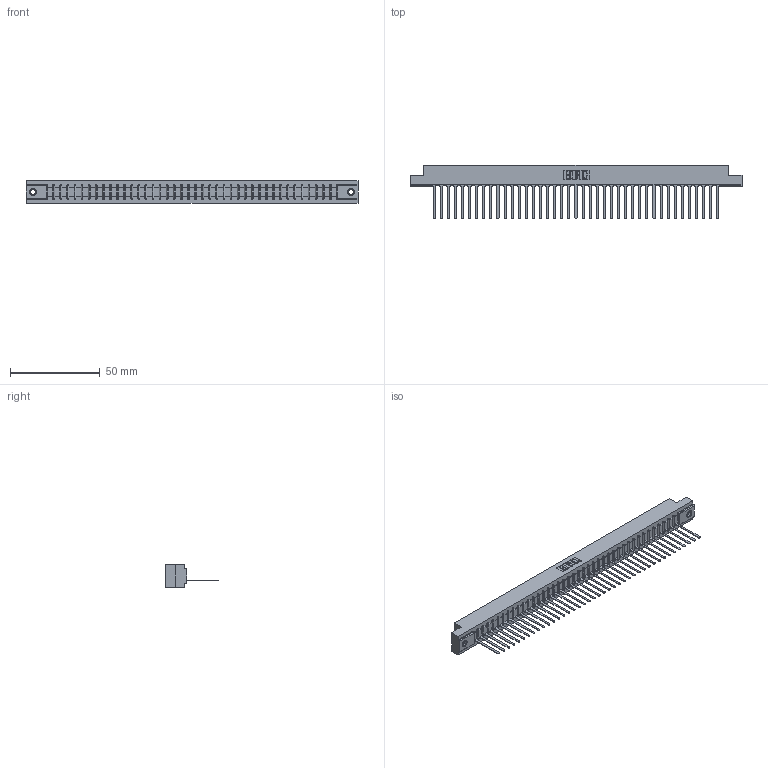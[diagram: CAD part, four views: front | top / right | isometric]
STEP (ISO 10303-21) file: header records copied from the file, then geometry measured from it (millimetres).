
FILE_DESCRIPTION (( 'STEP AP203' ), '1' );
FILE_NAME ('307-041-445-107.STEP', '2020-09-29T15:06:41', ( '' ), ( '' ), 'SwSTEP 2.0', 'SolidWorks 2020', '' );
FILE_SCHEMA (( 'CONFIG_CONTROL_DESIGN' ));
Length unit declared in the file: inch
Products named in the file (4): 307 Part_.156 Dia Mounting Holes; 345-250-001_345-250-005-103; 307-290-001_545; 307-041-445-107
Assembly tree (44 placements, depth 2):
  307-041-445-107
    307 Part_.156 Dia Mounting Holes
    307-290-001_545  x41
    345-250-001_345-250-005-103  x2
Bounding box: 185.47 x 30 x 12.7 mm (x, y, z)
Volume: 19402 mm3; surface area: 21647.4 mm2
Topology: 44 solids, 44 shells, 2516 faces, 7101 edges, 4558 vertices
Faces by surface type: plane 1619, cylinder 797, sphere 84, cone 12, torus 4
Entity records: 36425 total; most frequent: CARTESIAN_POINT 6115, ORIENTED_EDGE 6094, DIRECTION 5957, EDGE_CURVE 3047, LINE 2337, VECTOR 2337, VERTEX_POINT 1968, AXIS2_PLACEMENT_3D 1810
